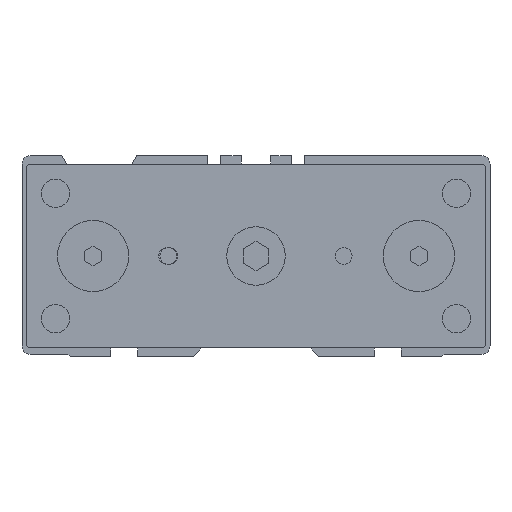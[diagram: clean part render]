
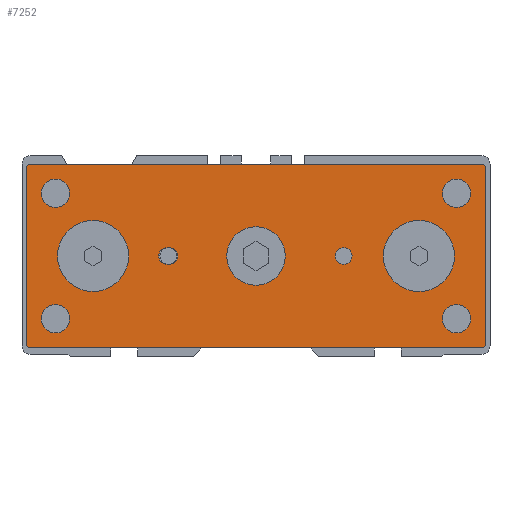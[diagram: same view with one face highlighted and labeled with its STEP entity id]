
A CAD part, left-side view. The second image highlights one B-rep face of the part: STEP entity #7252.
In plain terms, the highlighted planar face has unit normal (-1, 0, 0).
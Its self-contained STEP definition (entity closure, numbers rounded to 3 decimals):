
#6766=CARTESIAN_POINT('',(234.5,-47.5,0.));
#6767=VERTEX_POINT('Vertex305',#6766);
#6768=CARTESIAN_POINT('',(234.5,-39.,0.));
#6769=DIRECTION('',(1.,0.,0.));
#6770=DIRECTION('',(0.,-1.,0.));
#6771=AXIS2_PLACEMENT_3D('',#6768,#6769,#6770);
#6772=CIRCLE('nurbsCrv415',#6771,8.5);
#6773=EDGE_CURVE('Edge415',#6767,#6767,#6772,.T.);
#6786=CARTESIAN_POINT('',(234.5,30.5,0.));
#6787=VERTEX_POINT('Vertex306',#6786);
#6788=CARTESIAN_POINT('',(234.5,39.,0.));
#6789=DIRECTION('',(1.,0.,0.));
#6790=DIRECTION('',(0.,-1.,0.));
#6791=AXIS2_PLACEMENT_3D('',#6788,#6789,#6790);
#6792=CIRCLE('nurbsCrv416',#6791,8.5);
#6793=EDGE_CURVE('Edge416',#6787,#6787,#6792,.T.);
#6804=CARTESIAN_POINT('',(234.5,-54.5,-22.));
#6805=VERTEX_POINT('Vertex307',#6804);
#6812=CARTESIAN_POINT('',(234.5,54.5,-22.));
#6813=VERTEX_POINT('Vertex308',#6812);
#6814=CARTESIAN_POINT('',(234.5,0.,-22.));
#6815=DIRECTION('',(0.,1.,0.));
#6816=VECTOR('',#6815,1.);
#6817=LINE('nurbsCrv418',#6814,#6816);
#6818=EDGE_CURVE('Edge418',#6805,#6813,#6817,.T.);
#6836=CARTESIAN_POINT('',(234.5,55.,-21.5));
#6837=VERTEX_POINT('Vertex309',#6836);
#6838=CARTESIAN_POINT('',(234.5,54.75,-21.75));
#6839=DIRECTION('',(0.,0.707,0.707));
#6840=VECTOR('',#6839,1.);
#6841=LINE('nurbsCrv420',#6838,#6840);
#6842=EDGE_CURVE('Edge420',#6813,#6837,#6841,.T.);
#6859=CARTESIAN_POINT('',(234.5,-55.,-21.5));
#6860=VERTEX_POINT('Vertex310',#6859);
#6867=CARTESIAN_POINT('',(234.5,-54.75,-21.75));
#6868=DIRECTION('',(0.,0.707,-0.707));
#6869=VECTOR('',#6868,1.);
#6870=LINE('nurbsCrv423',#6867,#6869);
#6871=EDGE_CURVE('Edge423',#6860,#6805,#6870,.T.);
#6884=CARTESIAN_POINT('',(234.5,55.,21.5));
#6885=VERTEX_POINT('Vertex311',#6884);
#6886=CARTESIAN_POINT('',(234.5,55.,0.));
#6887=DIRECTION('',(0.,0.,1.));
#6888=VECTOR('',#6887,1.);
#6889=LINE('nurbsCrv424',#6886,#6888);
#6890=EDGE_CURVE('Edge424',#6837,#6885,#6889,.T.);
#6908=CARTESIAN_POINT('',(234.5,54.5,22.));
#6909=VERTEX_POINT('Vertex312',#6908);
#6910=CARTESIAN_POINT('',(234.5,54.75,21.75));
#6911=DIRECTION('',(0.,-0.707,0.707));
#6912=VECTOR('',#6911,1.);
#6913=LINE('nurbsCrv426',#6910,#6912);
#6914=EDGE_CURVE('Edge426',#6885,#6909,#6913,.T.);
#6934=CARTESIAN_POINT('',(234.5,44.6,-15.));
#6935=VERTEX_POINT('Vertex313',#6934);
#6936=CARTESIAN_POINT('',(234.5,48.,-15.));
#6937=DIRECTION('',(1.,0.,0.));
#6938=DIRECTION('',(0.,-1.,0.));
#6939=AXIS2_PLACEMENT_3D('',#6936,#6937,#6938);
#6940=CIRCLE('nurbsCrv428',#6939,3.4);
#6941=EDGE_CURVE('Edge428',#6935,#6935,#6940,.T.);
#6955=CARTESIAN_POINT('',(234.5,44.6,15.));
#6956=VERTEX_POINT('Vertex314',#6955);
#6957=CARTESIAN_POINT('',(234.5,48.,15.));
#6958=DIRECTION('',(1.,0.,0.));
#6959=DIRECTION('',(0.,-1.,0.));
#6960=AXIS2_PLACEMENT_3D('',#6957,#6958,#6959);
#6961=CIRCLE('nurbsCrv429',#6960,3.4);
#6962=EDGE_CURVE('Edge429',#6956,#6956,#6961,.T.);
#6976=CARTESIAN_POINT('',(234.5,-51.4,15.));
#6977=VERTEX_POINT('Vertex315',#6976);
#6978=CARTESIAN_POINT('',(234.5,-48.,15.));
#6979=DIRECTION('',(1.,0.,0.));
#6980=DIRECTION('',(0.,-1.,0.));
#6981=AXIS2_PLACEMENT_3D('',#6978,#6979,#6980);
#6982=CIRCLE('nurbsCrv430',#6981,3.4);
#6983=EDGE_CURVE('Edge430',#6977,#6977,#6982,.T.);
#6994=CARTESIAN_POINT('',(234.5,-54.5,22.));
#6995=VERTEX_POINT('Vertex316',#6994);
#7002=CARTESIAN_POINT('',(234.5,-55.,21.5));
#7003=VERTEX_POINT('Vertex317',#7002);
#7004=CARTESIAN_POINT('',(234.5,-54.75,21.75));
#7005=DIRECTION('',(0.,0.707,0.707));
#7006=VECTOR('',#7005,1.);
#7007=LINE('nurbsCrv432',#7004,#7006);
#7008=EDGE_CURVE('Edge432',#7003,#6995,#7007,.T.);
#7028=CARTESIAN_POINT('',(234.5,-51.4,-15.));
#7029=VERTEX_POINT('Vertex318',#7028);
#7030=CARTESIAN_POINT('',(234.5,-48.,-15.));
#7031=DIRECTION('',(1.,0.,0.));
#7032=DIRECTION('',(0.,-1.,0.));
#7033=AXIS2_PLACEMENT_3D('',#7030,#7031,#7032);
#7034=CIRCLE('nurbsCrv434',#7033,3.4);
#7035=EDGE_CURVE('Edge434',#7029,#7029,#7034,.T.);
#7047=CARTESIAN_POINT('',(234.5,-55.,0.));
#7048=DIRECTION('',(0.,0.,1.));
#7049=VECTOR('',#7048,1.);
#7050=LINE('nurbsCrv435',#7047,#7049);
#7051=EDGE_CURVE('Edge435',#6860,#7003,#7050,.T.);
#7063=CARTESIAN_POINT('',(234.5,21.25,2.));
#7064=VERTEX_POINT('Vertex319',#7063);
#7071=CARTESIAN_POINT('',(234.5,21.25,-2.));
#7072=VERTEX_POINT('Vertex320',#7071);
#7073=CARTESIAN_POINT('',(234.5,21.25,0.));
#7074=DIRECTION('',(1.,0.,0.));
#7075=DIRECTION('',(0.,0.,-1.));
#7076=AXIS2_PLACEMENT_3D('',#7073,#7074,#7075);
#7077=CIRCLE('nurbsCrv437',#7076,2.);
#7078=EDGE_CURVE('Edge437',#7072,#7064,#7077,.T.);
#7096=CARTESIAN_POINT('',(234.5,0.,22.));
#7097=DIRECTION('',(0.,1.,0.));
#7098=VECTOR('',#7097,1.);
#7099=LINE('nurbsCrv439',#7096,#7098);
#7100=EDGE_CURVE('Edge439',#6995,#6909,#7099,.T.);
#7112=CARTESIAN_POINT('',(234.5,20.75,2.));
#7113=VERTEX_POINT('Vertex321',#7112);
#7120=CARTESIAN_POINT('',(234.5,21.,2.));
#7121=DIRECTION('',(0.,-1.,0.));
#7122=VECTOR('',#7121,1.);
#7123=LINE('nurbsCrv441',#7120,#7122);
#7124=EDGE_CURVE('Edge441',#7064,#7113,#7123,.T.);
#7137=CARTESIAN_POINT('',(234.5,20.75,-2.));
#7138=VERTEX_POINT('Vertex322',#7137);
#7145=CARTESIAN_POINT('',(234.5,20.75,0.));
#7146=DIRECTION('',(1.,0.,0.));
#7147=DIRECTION('',(0.,0.,1.));
#7148=AXIS2_PLACEMENT_3D('',#7145,#7146,#7147);
#7149=CIRCLE('nurbsCrv443',#7148,2.);
#7150=EDGE_CURVE('Edge443',#7113,#7138,#7149,.T.);
#7163=CARTESIAN_POINT('',(234.5,21.,-2.));
#7164=DIRECTION('',(0.,1.,0.));
#7165=VECTOR('',#7164,1.);
#7166=LINE('nurbsCrv444',#7163,#7165);
#7167=EDGE_CURVE('Edge444',#7138,#7072,#7166,.T.);
#7182=CARTESIAN_POINT('',(234.5,-23.,0.));
#7183=VERTEX_POINT('Vertex323',#7182);
#7184=CARTESIAN_POINT('',(234.5,-21.,0.));
#7185=DIRECTION('',(1.,0.,0.));
#7186=DIRECTION('',(0.,-1.,0.));
#7187=AXIS2_PLACEMENT_3D('',#7184,#7185,#7186);
#7188=CIRCLE('nurbsCrv445',#7187,2.);
#7189=EDGE_CURVE('Edge445',#7183,#7183,#7188,.T.);
#7199=ORIENTED_EDGE('Edgeuse880',*,*,#7008,.T.);
#7200=ORIENTED_EDGE('Edgeuse881',*,*,#7100,.T.);
#7201=ORIENTED_EDGE('Edgeuse882',*,*,#6914,.F.);
#7202=ORIENTED_EDGE('Edgeuse883',*,*,#6890,.F.);
#7203=ORIENTED_EDGE('Edgeuse884',*,*,#6842,.F.);
#7204=ORIENTED_EDGE('Edgeuse885',*,*,#6818,.F.);
#7205=ORIENTED_EDGE('Edgeuse886',*,*,#6871,.F.);
#7206=ORIENTED_EDGE('Edgeuse887',*,*,#7051,.T.);
#7207=EDGE_LOOP('',(#7199,#7200,#7201,#7202,#7203,#7204,#7205,#7206));
#7208=FACE_OUTER_BOUND('',#7207,.T.);
#7209=ORIENTED_EDGE('Edgeuse888',*,*,#7189,.T.);
#7210=EDGE_LOOP('',(#7209));
#7211=FACE_BOUND('',#7210,.T.);
#7212=ORIENTED_EDGE('Edgeuse889',*,*,#7167,.T.);
#7213=ORIENTED_EDGE('Edgeuse890',*,*,#7078,.T.);
#7214=ORIENTED_EDGE('Edgeuse891',*,*,#7124,.T.);
#7215=ORIENTED_EDGE('Edgeuse892',*,*,#7150,.T.);
#7216=EDGE_LOOP('',(#7212,#7213,#7214,#7215));
#7217=FACE_BOUND('',#7216,.T.);
#7218=ORIENTED_EDGE('Edgeuse873',*,*,#6793,.T.);
#7219=EDGE_LOOP('',(#7218));
#7220=FACE_BOUND('',#7219,.T.);
#7221=CARTESIAN_POINT('',(234.5,-7.,0.));
#7222=VERTEX_POINT('Vertex324',#7221);
#7223=CARTESIAN_POINT('',(234.5,0.,0.));
#7224=DIRECTION('',(1.,0.,0.));
#7225=DIRECTION('',(0.,-1.,0.));
#7226=AXIS2_PLACEMENT_3D('',#7223,#7224,#7225);
#7227=CIRCLE('nurbsCrv446',#7226,7.);
#7228=EDGE_CURVE('Edge446',#7222,#7222,#7227,.T.);
#7229=ORIENTED_EDGE('Edgeuse874',*,*,#7228,.T.);
#7230=EDGE_LOOP('',(#7229));
#7231=FACE_BOUND('',#7230,.T.);
#7232=ORIENTED_EDGE('Edgeuse875',*,*,#6773,.T.);
#7233=EDGE_LOOP('',(#7232));
#7234=FACE_BOUND('',#7233,.T.);
#7235=ORIENTED_EDGE('Edgeuse876',*,*,#6941,.T.);
#7236=EDGE_LOOP('',(#7235));
#7237=FACE_BOUND('',#7236,.T.);
#7238=ORIENTED_EDGE('Edgeuse877',*,*,#6962,.T.);
#7239=EDGE_LOOP('',(#7238));
#7240=FACE_BOUND('',#7239,.T.);
#7241=ORIENTED_EDGE('Edgeuse878',*,*,#6983,.T.);
#7242=EDGE_LOOP('',(#7241));
#7243=FACE_BOUND('',#7242,.T.);
#7244=ORIENTED_EDGE('Edgeuse879',*,*,#7035,.T.);
#7245=EDGE_LOOP('',(#7244));
#7246=FACE_BOUND('',#7245,.T.);
#7247=CARTESIAN_POINT('',(234.5,0.,0.));
#7248=DIRECTION('',(-1.,0.,0.));
#7249=DIRECTION('',(0.,-1.,0.));
#7250=AXIS2_PLACEMENT_3D('',#7247,#7248,#7249);
#7251=PLANE('nurbsSrf206',#7250);
#7252=ADVANCED_FACE('Face206',(#7208,#7211,#7217,#7220,#7231,#7234,#7237,#7240,
#7243,#7246),#7251,.T.);
